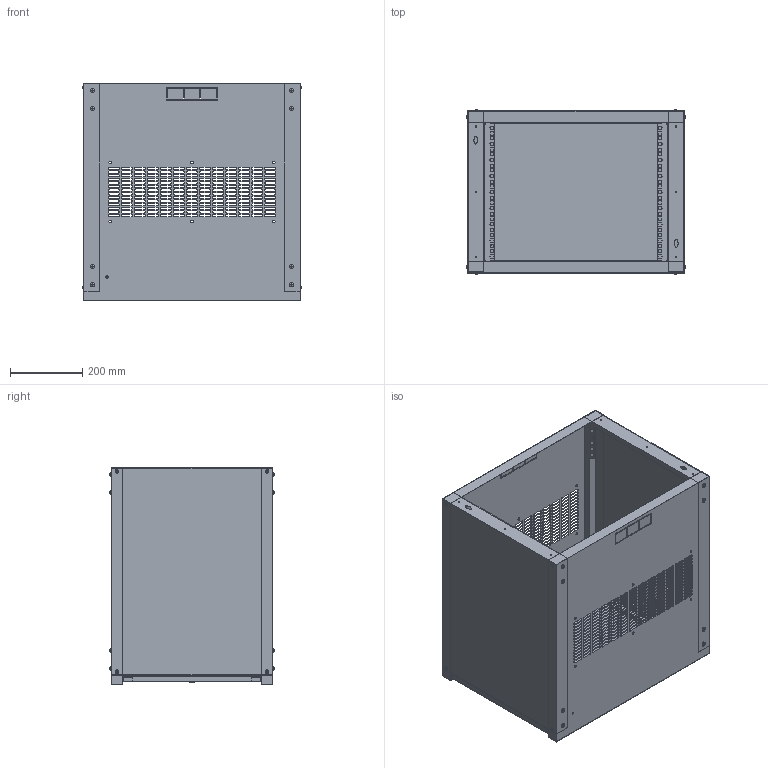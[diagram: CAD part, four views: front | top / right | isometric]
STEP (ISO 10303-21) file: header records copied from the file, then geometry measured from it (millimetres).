
FILE_DESCRIPTION (( 'STEP AP214' ), '1' );
FILE_NAME ('ITK_LINEA_WE_600x600_9U_Me.STEP', '2018-11-28T07:23:25', ( '' ), ( '' ), 'SwSTEP 2.0', 'SolidWorks 2014', '' );
FILE_SCHEMA (( 'AUTOMOTIVE_DESIGN' ));
Length unit declared in the file: millimetre
Products named in the file (9): Dver_me_9U; Vint_01; Gayka; ITK_LINEA_WE_600x600_9U_Me; Ugolok_9U; Bokovina_600õ600_9U; Bokovina_9U; Osnovanie_600õ600; Vint_rezb_Œ4å6
Assembly tree (38 placements, depth 3):
  ITK_LINEA_WE_600x600_9U_Me
    Osnovanie_600õ600  x2
    Bokovina_600õ600_9U  x2
      Bokovina_9U
      Gayka
    Ugolok_9U  x2
    Dver_me_9U
    Vint_01  x20
    Vint_rezb_Œ4å6  x8
Bounding box: 604.72 x 453.86 x 600 mm (x, y, z)
Volume: 1925079.2 mm3; surface area: 3823480.8 mm2
Topology: 39 solids, 39 shells, 4311 faces, 12212 edges, 8010 vertices
Faces by surface type: plane 2773, cylinder 1362, bspline 96, sphere 56, torus 16, cone 8
Entity records: 58147 total; most frequent: CARTESIAN_POINT 10412, ORIENTED_EDGE 9826, DIRECTION 9585, EDGE_CURVE 4913, VECTOR 3623, LINE 3623, VERTEX_POINT 3248, AXIS2_PLACEMENT_3D 2981
